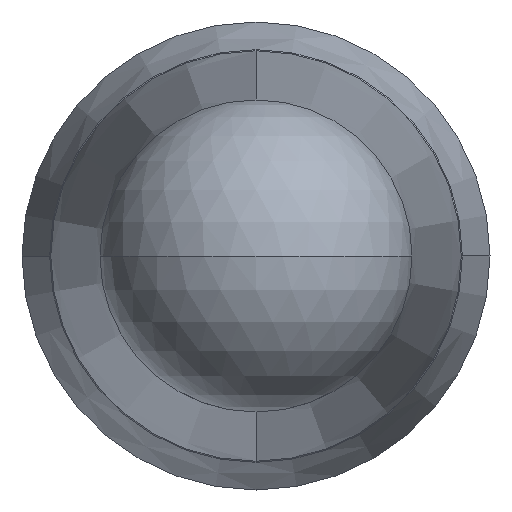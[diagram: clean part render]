
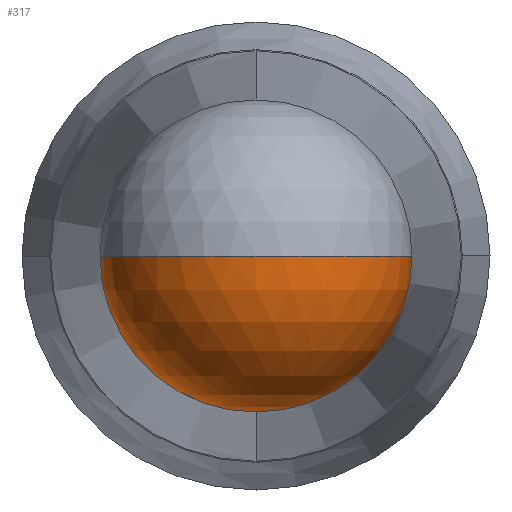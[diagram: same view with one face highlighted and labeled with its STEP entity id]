
A CAD part, front view. The second image highlights one B-rep face of the part: STEP entity #317.
In plain terms, the highlighted spherical face has radius 3.177 mm.
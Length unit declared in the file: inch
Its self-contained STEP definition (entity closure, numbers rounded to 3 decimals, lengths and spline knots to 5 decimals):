
#5 = FACE_OUTER_BOUND ( 'NONE', #413, .T. ) ;
#30 = EDGE_CURVE ( 'NONE', #106, #517, #175, .T. ) ;
#38 = ORIENTED_EDGE ( 'NONE', *, *, #107, .T. ) ;
#44 = CARTESIAN_POINT ( 'NONE',  ( 0., 0.12071, -0.125 ) ) ;
#53 = ORIENTED_EDGE ( 'NONE', *, *, #30, .F. ) ;
#54 = DIRECTION ( 'NONE',  ( -1., 0., 0. ) ) ;
#60 = CIRCLE ( 'NONE', #421, 0.125 ) ;
#106 = VERTEX_POINT ( 'NONE', #478 ) ;
#107 = EDGE_CURVE ( 'NONE', #468, #321, #219, .T. ) ;
#167 = AXIS2_PLACEMENT_3D ( 'NONE', #286, #288, #209 ) ;
#173 = DIRECTION ( 'NONE',  ( 0., 0., 1. ) ) ;
#175 = CIRCLE ( 'NONE', #394, 0.12508 ) ;
#178 = AXIS2_PLACEMENT_3D ( 'NONE', #249, #341, #489 ) ;
#209 = DIRECTION ( 'NONE',  ( 0., 0., -1. ) ) ;
#213 = DIRECTION ( 'NONE',  ( 1., 0., 0. ) ) ;
#217 = SPHERICAL_SURFACE ( 'NONE', #277, 0.12508 ) ;
#219 = CIRCLE ( 'NONE', #167, 0.125 ) ;
#222 = CARTESIAN_POINT ( 'NONE',  ( 0., 0.12071, 0. ) ) ;
#249 = CARTESIAN_POINT ( 'NONE',  ( 0., 0.12508, 0. ) ) ;
#254 = ORIENTED_EDGE ( 'NONE', *, *, #349, .T. ) ;
#263 = DIRECTION ( 'NONE',  ( 0., 0., -1. ) ) ;
#271 = CARTESIAN_POINT ( 'NONE',  ( 0., 0., 0. ) ) ;
#277 = AXIS2_PLACEMENT_3D ( 'NONE', #339, #293, #54 ) ;
#286 = CARTESIAN_POINT ( 'NONE',  ( 0., 0.12071, 0. ) ) ;
#288 = DIRECTION ( 'NONE',  ( 0., -1., 0. ) ) ;
#293 = DIRECTION ( 'NONE',  ( 0., 0., -1. ) ) ;
#317 = ADVANCED_FACE ( 'NONE', ( #5 ), #217, .T. ) ;
#318 = EDGE_CURVE ( 'NONE', #321, #517, #352, .T. ) ;
#321 = VERTEX_POINT ( 'NONE', #382 ) ;
#339 = CARTESIAN_POINT ( 'NONE',  ( 0., 0.12508, 0. ) ) ;
#341 = DIRECTION ( 'NONE',  ( 0., 0., -1. ) ) ;
#349 = EDGE_CURVE ( 'NONE', #106, #468, #60, .T. ) ;
#352 = CIRCLE ( 'NONE', #178, 0.12508 ) ;
#382 = CARTESIAN_POINT ( 'NONE',  ( 0.125, 0.12071, 0. ) ) ;
#394 = AXIS2_PLACEMENT_3D ( 'NONE', #481, #173, #213 ) ;
#413 = EDGE_LOOP ( 'NONE', ( #254, #38, #472, #53 ) ) ;
#421 = AXIS2_PLACEMENT_3D ( 'NONE', #222, #423, #263 ) ;
#423 = DIRECTION ( 'NONE',  ( 0., -1., 0. ) ) ;
#468 = VERTEX_POINT ( 'NONE', #44 ) ;
#472 = ORIENTED_EDGE ( 'NONE', *, *, #318, .T. ) ;
#478 = CARTESIAN_POINT ( 'NONE',  ( -0.125, 0.12071, 0. ) ) ;
#481 = CARTESIAN_POINT ( 'NONE',  ( 0., 0.12508, 0. ) ) ;
#489 = DIRECTION ( 'NONE',  ( -1., 0., 0. ) ) ;
#517 = VERTEX_POINT ( 'NONE', #271 ) ;
